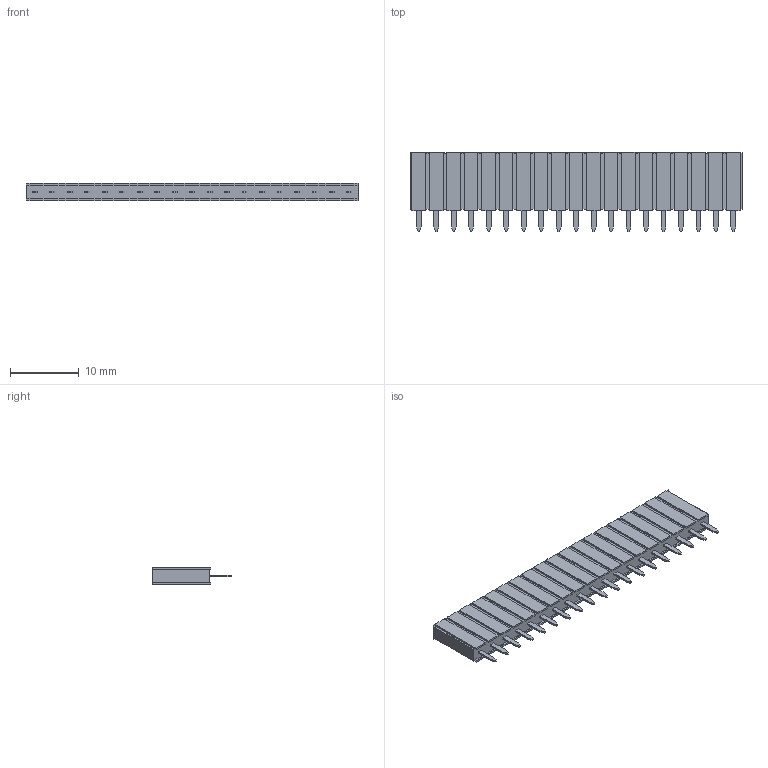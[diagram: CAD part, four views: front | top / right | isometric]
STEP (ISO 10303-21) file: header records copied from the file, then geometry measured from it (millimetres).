
FILE_DESCRIPTION(/* description */ (''),/* implementation_level */ '2;1');
FILE_NAME(/* name */ 'FHU-1x19.step',/* time_stamp */ '2022-02-09T09:48:05+09:00',/* author */ (''),/* organization */ (''),/* preprocessor_version */ 'ST-DEVELOPER v18.1',/* originating_system */ 'Autodesk Translation Framework v10.13.0.1454',/* authorisation */ '');
FILE_SCHEMA (('AUTOMOTIVE_DESIGN { 1 0 10303 214 3 1 1 }'));
Length unit declared in the file: millimetre
Products named in the file (1): FHUシリーズ
Bounding box: 48.26 x 11.5 x 2.5 mm (x, y, z)
Volume: 830.3 mm3; surface area: 1910.6 mm2
Topology: 20 solids, 20 shells, 675 faces, 1696 edges, 1080 vertices
Faces by surface type: plane 675
Entity records: 19582 total; most frequent: CARTESIAN_POINT 3452, ORIENTED_EDGE 3392, DIRECTION 3048, LINE 1696, VECTOR 1696, EDGE_CURVE 1696, VERTEX_POINT 1080, EDGE_LOOP 694
